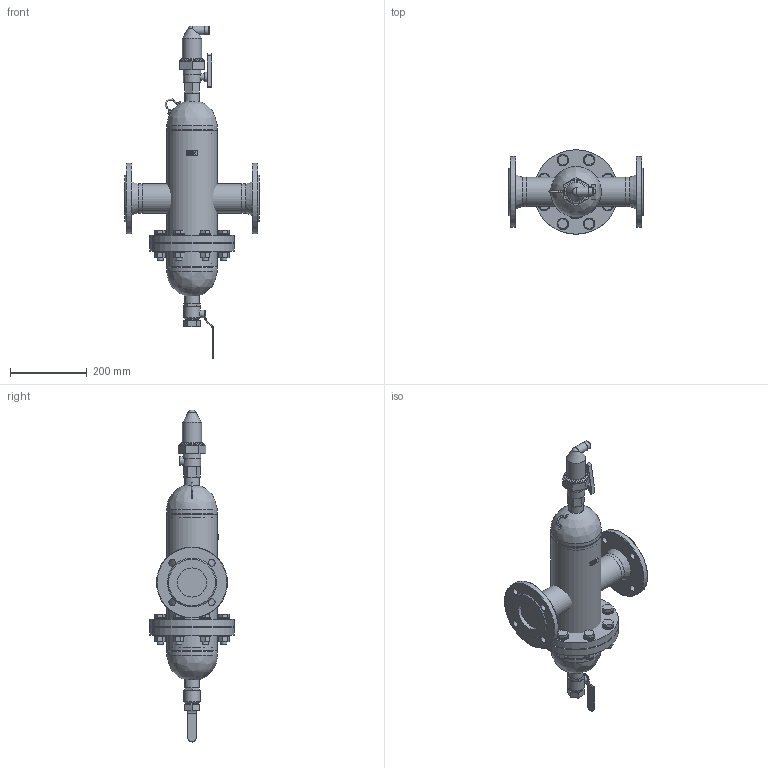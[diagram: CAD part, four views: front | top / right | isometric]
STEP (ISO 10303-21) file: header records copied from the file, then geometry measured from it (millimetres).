
FILE_DESCRIPTION(/* description */ (''),/* implementation_level */ '2;1');
FILE_NAME(/* name */ '3d_ExtwinTW65R-8253410.stp',/* time_stamp */ '2024-04-23T10:37:49+02:00',/* author */ ('Andrzej'),/* organization */ (''),/* preprocessor_version */ 'ST-DEVELOPER v16.13',/* originating_system */ 'AutoCAD Mechanical',/* authorisation */ '');
FILE_SCHEMA (('AUTOMOTIVE_DESIGN { 1 0 10303 214 3 1 1 }'));
Length unit declared in the file: millimetre
Products named in the file (1): Product
Bounding box: 350 x 220 x 866 mm (x, y, z)
Volume: 10982778.5 mm3; surface area: 848226.7 mm2
Topology: 68 solids, 68 shells, 606 faces, 1320 edges, 860 vertices
Faces by surface type: plane 391, cylinder 175, cone 28, torus 9, bspline 2, sphere 1
Full cylindrical faces by diameter (mm): 4 x4, 16 x8, 16.662 x1, 17.2 x1, 18 x25, 19.5 x1, 21.3 x1, 22 x1, 22.5 x8, 23 x1, 26 x1, 30 x16, 33.7 x1, 35 x1, 38 x2, 44 x1, 45 x1, 46 x1, 50 x1, 63 x1, 76.1 x5, 129.4 x2, 132 x3, 185 x2, 220 x2
Entity records: 16177 total; most frequent: CARTESIAN_POINT 3094, DIRECTION 2774, ORIENTED_EDGE 2336, EDGE_CURVE 1168, AXIS2_PLACEMENT_3D 1021, VERTEX_POINT 837, EDGE_LOOP 797, LINE 732
